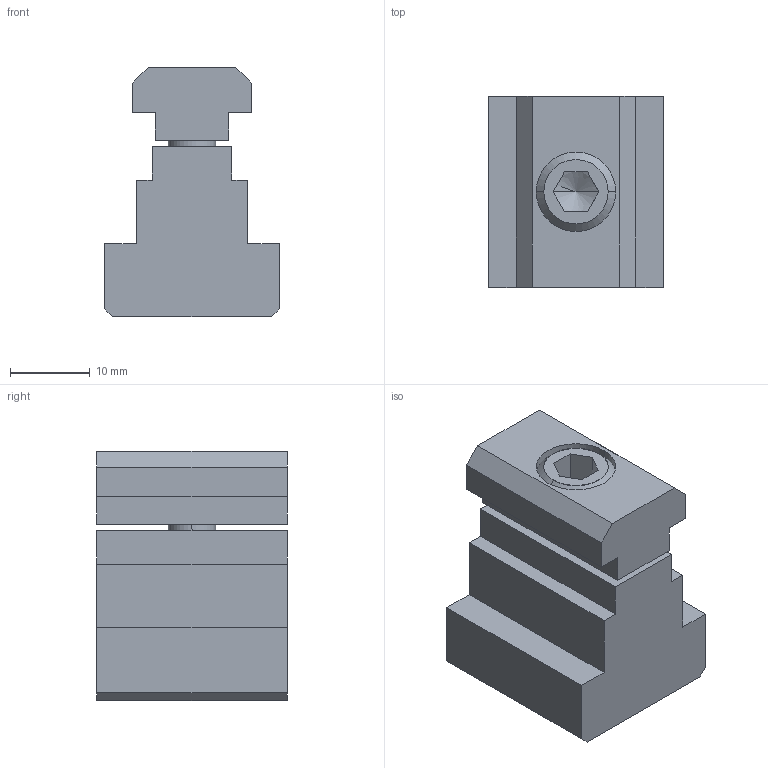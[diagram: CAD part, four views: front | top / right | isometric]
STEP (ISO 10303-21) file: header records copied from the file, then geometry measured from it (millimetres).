
FILE_DESCRIPTION(('STEP AP214'),'1');
FILE_NAME(' ',' ',('TraceParts'),('TraceParts S.A.'),'XStep 1.0',' ',' ');
FILE_SCHEMA(('automotive_design'));
Length unit declared in the file: millimetre
Products named in the file (1): 1
Bounding box: 22 x 24 x 31.4 mm (x, y, z)
Volume: 11125.7 mm3; surface area: 4208 mm2
Topology: 1 solids, 1 shells, 45 faces, 114 edges, 73 vertices
Faces by surface type: plane 35, cylinder 6, cone 4
Entity records: 2621 total; most frequent: CARTESIAN_POINT 243, STYLED_ITEM 231, PRESENTATION_STYLE_ASSIGNMENT 231, COLOUR_RGB 231, ORIENTED_EDGE 224, DIRECTION 210, EDGE_CURVE 112, CURVE_STYLE 112
